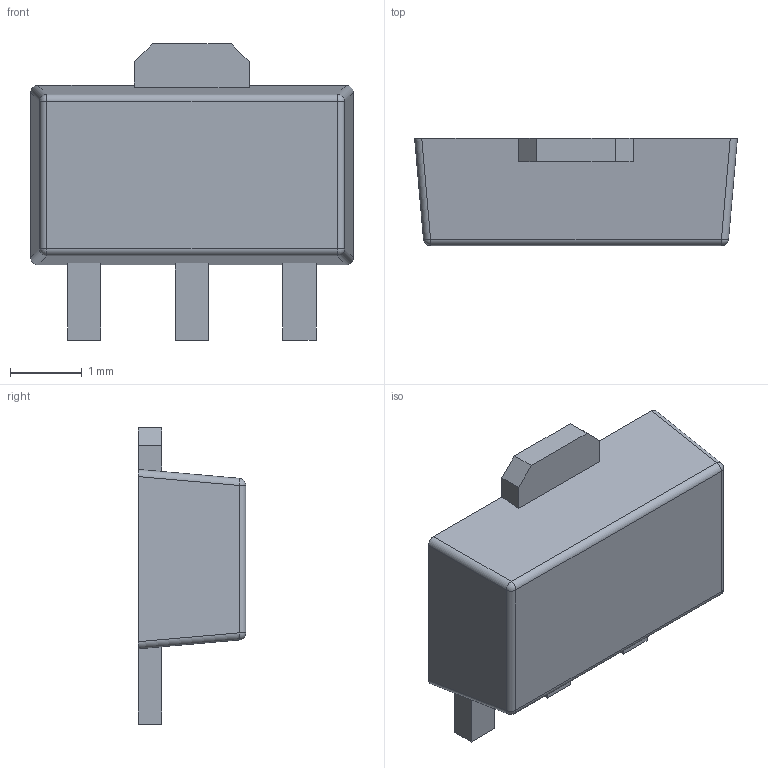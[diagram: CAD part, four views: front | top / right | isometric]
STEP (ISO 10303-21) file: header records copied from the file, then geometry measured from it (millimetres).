
FILE_DESCRIPTION(/* description */ ('Unknown'),/* implementation_level */ '2;1');
FILE_NAME(/* name */ 'SOT89-3L',/* time_stamp */ '2018-01-09T10:37:11+08:00',/* author */ ('Unknown'),/* organization */ ('Unknown'),/* preprocessor_version */ 'ST-DEVELOPER v16.7',/* originating_system */ 'DEX',/* authorisation */ $);
FILE_SCHEMA (('AUTOMOTIVE_DESIGN {1 0 10303 214 3 1 1}'));
Length unit declared in the file: millimetre
Products named in the file (3): SOT89 Asm; SOT89-LF; SOT89-compound
Assembly tree (2 placements, depth 2):
  SOT89 Asm
    SOT89-LF
    SOT89-compound
Bounding box: 4.5 x 1.5 x 4.13 mm (x, y, z)
Volume: 16.3 mm3; surface area: 59.9 mm2
Topology: 4 solids, 4 shells, 74 faces, 190 edges, 120 vertices
Faces by surface type: plane 54, cylinder 16, sphere 4
Entity records: 2272 total; most frequent: CARTESIAN_POINT 383, ORIENTED_EDGE 372, DIRECTION 372, EDGE_CURVE 186, LINE 154, VECTOR 154, VERTEX_POINT 120, AXIS2_PLACEMENT_3D 109
